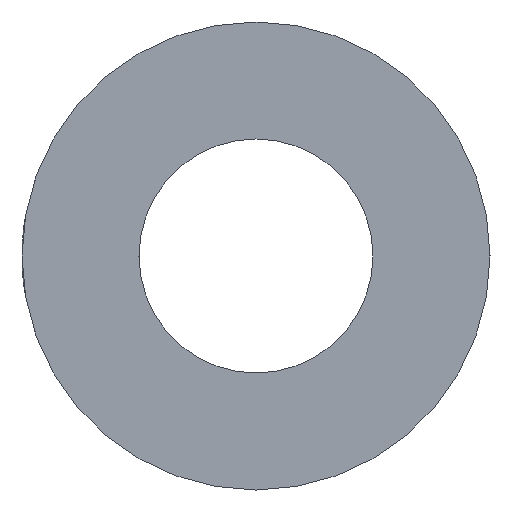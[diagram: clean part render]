
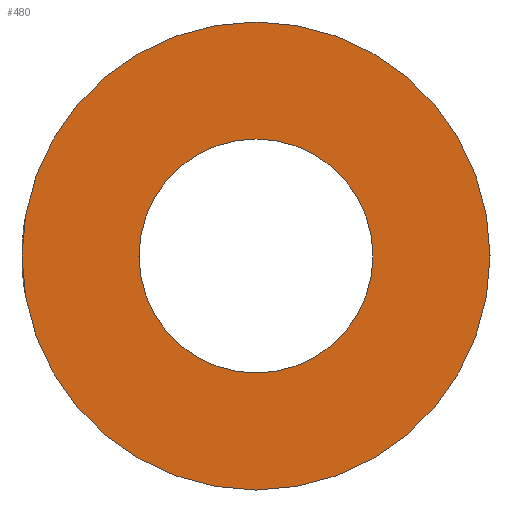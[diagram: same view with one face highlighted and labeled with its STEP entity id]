
A CAD part, left-side view. The second image highlights one B-rep face of the part: STEP entity #480.
In plain terms, the highlighted planar face has unit normal (-1, 0, 0).
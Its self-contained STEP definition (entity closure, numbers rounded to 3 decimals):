
#1 = DIRECTION ( 'NONE',  ( 0., 0., -1. ) ) ;
#44 = CARTESIAN_POINT ( 'NONE',  ( -16., 0., 0. ) ) ;
#49 = CIRCLE ( 'NONE', #233, 8. ) ;
#50 = EDGE_LOOP ( 'NONE', ( #182, #474 ) ) ;
#51 = AXIS2_PLACEMENT_3D ( 'NONE', #476, #374, #1 ) ;
#59 = DIRECTION ( 'NONE',  ( 0., 0., -1. ) ) ;
#90 = DIRECTION ( 'NONE',  ( 1., 0., 0. ) ) ;
#92 = EDGE_CURVE ( 'NONE', #215, #258, #283, .T. ) ;
#97 = CARTESIAN_POINT ( 'NONE',  ( -16., 0., -4. ) ) ;
#99 = AXIS2_PLACEMENT_3D ( 'NONE', #224, #312, #109 ) ;
#102 = VERTEX_POINT ( 'NONE', #395 ) ;
#108 = VERTEX_POINT ( 'NONE', #235 ) ;
#109 = DIRECTION ( 'NONE',  ( 0., 0., 1. ) ) ;
#116 = EDGE_CURVE ( 'NONE', #102, #108, #390, .T. ) ;
#133 = CARTESIAN_POINT ( 'NONE',  ( -16., 0., 0. ) ) ;
#171 = DIRECTION ( 'NONE',  ( 0., 0., -1. ) ) ;
#182 = ORIENTED_EDGE ( 'NONE', *, *, #116, .F. ) ;
#191 = EDGE_CURVE ( 'NONE', #108, #102, #49, .T. ) ;
#214 = ORIENTED_EDGE ( 'NONE', *, *, #92, .T. ) ;
#215 = VERTEX_POINT ( 'NONE', #97 ) ;
#222 = EDGE_CURVE ( 'NONE', #258, #215, #454, .T. ) ;
#224 = CARTESIAN_POINT ( 'NONE',  ( -16., 0., 0. ) ) ;
#233 = AXIS2_PLACEMENT_3D ( 'NONE', #133, #90, #447 ) ;
#235 = CARTESIAN_POINT ( 'NONE',  ( -16., 0., 8. ) ) ;
#248 = CARTESIAN_POINT ( 'NONE',  ( -16., 0., 4. ) ) ;
#249 = DIRECTION ( 'NONE',  ( 1., 0., 0. ) ) ;
#258 = VERTEX_POINT ( 'NONE', #248 ) ;
#283 = CIRCLE ( 'NONE', #329, 4. ) ;
#289 = FACE_BOUND ( 'NONE', #343, .T. ) ;
#293 = AXIS2_PLACEMENT_3D ( 'NONE', #296, #249, #59 ) ;
#296 = CARTESIAN_POINT ( 'NONE',  ( -16., 0., 0. ) ) ;
#312 = DIRECTION ( 'NONE',  ( -1., 0., 0. ) ) ;
#329 = AXIS2_PLACEMENT_3D ( 'NONE', #44, #437, #171 ) ;
#343 = EDGE_LOOP ( 'NONE', ( #214, #416 ) ) ;
#374 = DIRECTION ( 'NONE',  ( 1., 0., 0. ) ) ;
#390 = CIRCLE ( 'NONE', #51, 8. ) ;
#395 = CARTESIAN_POINT ( 'NONE',  ( -16., 0., -8. ) ) ;
#415 = FACE_OUTER_BOUND ( 'NONE', #50, .T. ) ;
#416 = ORIENTED_EDGE ( 'NONE', *, *, #222, .T. ) ;
#420 = PLANE ( 'NONE',  #99 ) ;
#437 = DIRECTION ( 'NONE',  ( 1., 0., 0. ) ) ;
#447 = DIRECTION ( 'NONE',  ( 0., 0., -1. ) ) ;
#454 = CIRCLE ( 'NONE', #293, 4. ) ;
#474 = ORIENTED_EDGE ( 'NONE', *, *, #191, .F. ) ;
#476 = CARTESIAN_POINT ( 'NONE',  ( -16., 0., 0. ) ) ;
#480 = ADVANCED_FACE ( 'NONE', ( #289, #415 ), #420, .T. ) ;
